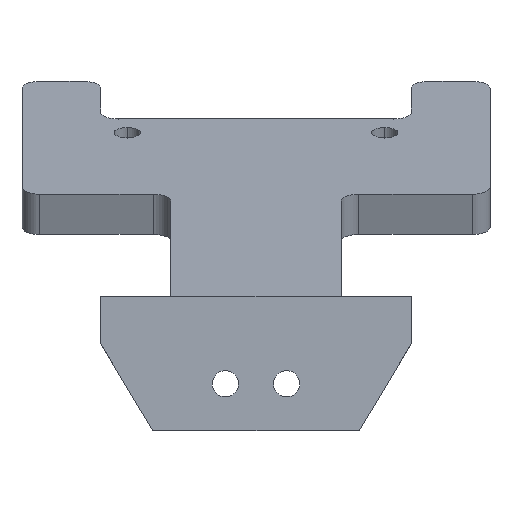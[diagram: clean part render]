
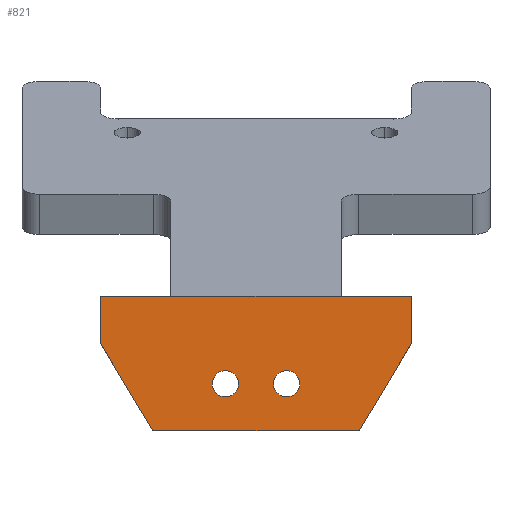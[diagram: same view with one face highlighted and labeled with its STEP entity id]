
A CAD part, front view. The second image highlights one B-rep face of the part: STEP entity #821.
In plain terms, the highlighted planar face has unit normal (0, -1, 0).
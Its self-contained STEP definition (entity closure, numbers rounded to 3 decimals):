
#61 = VERTEX_POINT ( 'NONE', #836 ) ;
#93 = VECTOR ( 'NONE', #1432, 1000. ) ;
#95 = CARTESIAN_POINT ( 'NONE',  ( 5.939, 0., -15.353 ) ) ;
#98 = PLANE ( 'NONE',  #291 ) ;
#142 = ORIENTED_EDGE ( 'NONE', *, *, #1057, .F. ) ;
#169 = EDGE_CURVE ( 'NONE', #1438, #1056, #785, .T. ) ;
#175 = VERTEX_POINT ( 'NONE', #95 ) ;
#176 = CARTESIAN_POINT ( 'NONE',  ( 21.25, 0., -11.5 ) ) ;
#180 = CARTESIAN_POINT ( 'NONE',  ( 35.5, 0., 0. ) ) ;
#184 = VERTEX_POINT ( 'NONE', #180 ) ;
#192 = ORIENTED_EDGE ( 'NONE', *, *, #787, .T. ) ;
#208 = CIRCLE ( 'NONE', #928, 1.5 ) ;
#215 = LINE ( 'NONE', #1013, #427 ) ;
#291 = AXIS2_PLACEMENT_3D ( 'NONE', #804, #782, #1259 ) ;
#315 = VERTEX_POINT ( 'NONE', #884 ) ;
#319 = FACE_OUTER_BOUND ( 'NONE', #486, .T. ) ;
#340 = LINE ( 'NONE', #790, #939 ) ;
#345 = EDGE_CURVE ( 'NONE', #175, #1282, #215, .T. ) ;
#348 = CARTESIAN_POINT ( 'NONE',  ( 0., 0., 0. ) ) ;
#372 = EDGE_CURVE ( 'NONE', #655, #61, #208, .T. ) ;
#375 = ORIENTED_EDGE ( 'NONE', *, *, #1079, .F. ) ;
#381 = EDGE_LOOP ( 'NONE', ( #1251, #375 ) ) ;
#402 = ORIENTED_EDGE ( 'NONE', *, *, #1166, .F. ) ;
#427 = VECTOR ( 'NONE', #1467, 1000. ) ;
#453 = DIRECTION ( 'NONE',  ( 0., -1., 0. ) ) ;
#460 = DIRECTION ( 'NONE',  ( 0., 0., 1. ) ) ;
#477 = EDGE_LOOP ( 'NONE', ( #607, #1176 ) ) ;
#486 = EDGE_LOOP ( 'NONE', ( #402, #519, #142, #719, #192, #1199 ) ) ;
#508 = CARTESIAN_POINT ( 'NONE',  ( 35.5, 0., 0. ) ) ;
#519 = ORIENTED_EDGE ( 'NONE', *, *, #1392, .F. ) ;
#607 = ORIENTED_EDGE ( 'NONE', *, *, #169, .F. ) ;
#627 = DIRECTION ( 'NONE',  ( 0., -1., 0. ) ) ;
#636 = VERTEX_POINT ( 'NONE', #348 ) ;
#655 = VERTEX_POINT ( 'NONE', #698 ) ;
#663 = LINE ( 'NONE', #978, #93 ) ;
#667 = CARTESIAN_POINT ( 'NONE',  ( 21.25, 0., -10. ) ) ;
#671 = FACE_BOUND ( 'NONE', #381, .T. ) ;
#680 = CARTESIAN_POINT ( 'NONE',  ( 0., 0., 0. ) ) ;
#688 = DIRECTION ( 'NONE',  ( 0., 0., 1. ) ) ;
#698 = CARTESIAN_POINT ( 'NONE',  ( 14.25, 0., -8.5 ) ) ;
#700 = CARTESIAN_POINT ( 'NONE',  ( 21.25, 0., -10. ) ) ;
#710 = CARTESIAN_POINT ( 'NONE',  ( 29.561, 0., -15.353 ) ) ;
#719 = ORIENTED_EDGE ( 'NONE', *, *, #772, .T. ) ;
#769 = DIRECTION ( 'NONE',  ( 0., -1., 0. ) ) ;
#772 = EDGE_CURVE ( 'NONE', #184, #636, #340, .T. ) ;
#782 = DIRECTION ( 'NONE',  ( 0., 1., 0. ) ) ;
#785 = CIRCLE ( 'NONE', #1378, 1.5 ) ;
#787 = EDGE_CURVE ( 'NONE', #636, #1282, #905, .T. ) ;
#790 = CARTESIAN_POINT ( 'NONE',  ( 35.5, 0., 0. ) ) ;
#791 = VECTOR ( 'NONE', #987, 1000. ) ;
#804 = CARTESIAN_POINT ( 'NONE',  ( 35.5, 0., 0. ) ) ;
#821 = ADVANCED_FACE ( 'NONE', ( #1025, #671, #319 ), #98, .F. ) ;
#823 = VECTOR ( 'NONE', #1011, 1000. ) ;
#836 = CARTESIAN_POINT ( 'NONE',  ( 14.25, 0., -11.5 ) ) ;
#884 = CARTESIAN_POINT ( 'NONE',  ( 35.5, 0., -5.432 ) ) ;
#905 = LINE ( 'NONE', #680, #823 ) ;
#917 = CARTESIAN_POINT ( 'NONE',  ( 21.25, 0., -8.5 ) ) ;
#928 = AXIS2_PLACEMENT_3D ( 'NONE', #1475, #453, #688 ) ;
#939 = VECTOR ( 'NONE', #1253, 1000. ) ;
#978 = CARTESIAN_POINT ( 'NONE',  ( 5.939, 0., -15.353 ) ) ;
#987 = DIRECTION ( 'NONE',  ( 0., 0., -1. ) ) ;
#995 = CARTESIAN_POINT ( 'NONE',  ( 0., 0., -5.432 ) ) ;
#1011 = DIRECTION ( 'NONE',  ( 0., 0., -1. ) ) ;
#1013 = CARTESIAN_POINT ( 'NONE',  ( 0., 0., -5.432 ) ) ;
#1025 = FACE_BOUND ( 'NONE', #477, .T. ) ;
#1056 = VERTEX_POINT ( 'NONE', #176 ) ;
#1057 = EDGE_CURVE ( 'NONE', #184, #315, #1090, .T. ) ;
#1079 = EDGE_CURVE ( 'NONE', #61, #655, #1381, .T. ) ;
#1084 = CARTESIAN_POINT ( 'NONE',  ( 29.561, 0., -15.353 ) ) ;
#1085 = VERTEX_POINT ( 'NONE', #1084 ) ;
#1090 = LINE ( 'NONE', #508, #791 ) ;
#1163 = LINE ( 'NONE', #710, #1317 ) ;
#1166 = EDGE_CURVE ( 'NONE', #1085, #175, #663, .T. ) ;
#1176 = ORIENTED_EDGE ( 'NONE', *, *, #1451, .F. ) ;
#1197 = CARTESIAN_POINT ( 'NONE',  ( 14.25, 0., -10. ) ) ;
#1198 = CIRCLE ( 'NONE', #1366, 1.5 ) ;
#1199 = ORIENTED_EDGE ( 'NONE', *, *, #345, .F. ) ;
#1245 = AXIS2_PLACEMENT_3D ( 'NONE', #1197, #627, #1441 ) ;
#1251 = ORIENTED_EDGE ( 'NONE', *, *, #372, .F. ) ;
#1253 = DIRECTION ( 'NONE',  ( -1., 0., 0. ) ) ;
#1259 = DIRECTION ( 'NONE',  ( 0., 0., 1. ) ) ;
#1271 = DIRECTION ( 'NONE',  ( 0., 0., 1. ) ) ;
#1278 = DIRECTION ( 'NONE',  ( 0., -1., 0. ) ) ;
#1282 = VERTEX_POINT ( 'NONE', #995 ) ;
#1317 = VECTOR ( 'NONE', #1370, 1000. ) ;
#1366 = AXIS2_PLACEMENT_3D ( 'NONE', #700, #1278, #1271 ) ;
#1370 = DIRECTION ( 'NONE',  ( -0.514, 0., -0.858 ) ) ;
#1378 = AXIS2_PLACEMENT_3D ( 'NONE', #667, #769, #460 ) ;
#1381 = CIRCLE ( 'NONE', #1245, 1.5 ) ;
#1392 = EDGE_CURVE ( 'NONE', #315, #1085, #1163, .T. ) ;
#1432 = DIRECTION ( 'NONE',  ( -1., 0., 0. ) ) ;
#1438 = VERTEX_POINT ( 'NONE', #917 ) ;
#1441 = DIRECTION ( 'NONE',  ( 0., 0., 1. ) ) ;
#1451 = EDGE_CURVE ( 'NONE', #1056, #1438, #1198, .T. ) ;
#1467 = DIRECTION ( 'NONE',  ( -0.514, 0., 0.858 ) ) ;
#1475 = CARTESIAN_POINT ( 'NONE',  ( 14.25, 0., -10. ) ) ;
